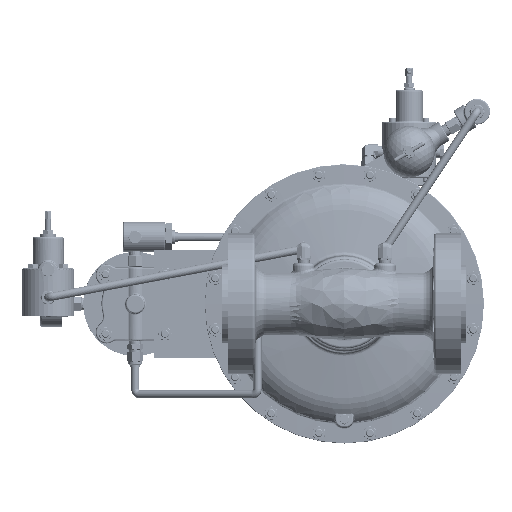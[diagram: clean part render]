
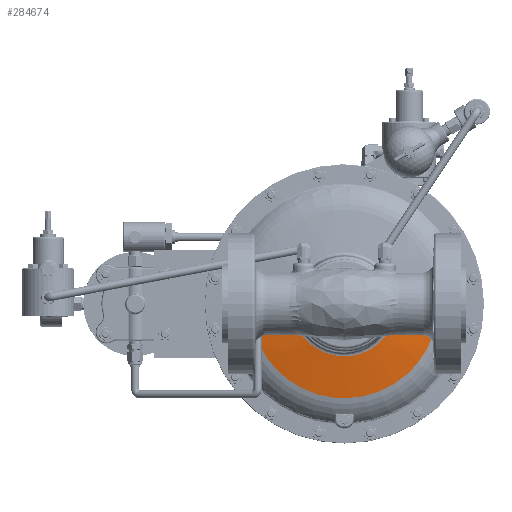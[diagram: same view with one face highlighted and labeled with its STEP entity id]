
A CAD part, front view. The second image highlights one B-rep face of the part: STEP entity #284674.
In plain terms, the highlighted spherical face has radius 584.2 mm.
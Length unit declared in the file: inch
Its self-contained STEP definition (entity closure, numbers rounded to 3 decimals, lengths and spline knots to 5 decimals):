
#7 = B_SPLINE_CURVE_WITH_KNOTS ( 'NONE', 3,
 ( #126898, #273621, #298250, #151463, #4961, #176150 ),
 .UNSPECIFIED., .F., .F.,
 ( 4, 2, 4 ),
 ( 0.00467, 0.007, 0.00934 ),
 .UNSPECIFIED. ) ;
#4961 = CARTESIAN_POINT ( 'NONE',  ( -3.4488, 8.15805, -0.15172 ) ) ;
#7971 = CARTESIAN_POINT ( 'NONE',  ( -4.3229, 8.31191, -0.45036 ) ) ;
#16797 = ORIENTED_EDGE ( 'NONE', *, *, #136815, .F. ) ;
#19187 = CARTESIAN_POINT ( 'NONE',  ( -3.45878, 8.1598, -0.18098 ) ) ;
#20269 = CARTESIAN_POINT ( 'NONE',  ( -3.78273, 8.21671, -0.52152 ) ) ;
#23750 = VERTEX_POINT ( 'NONE', #198750 ) ;
#25801 = VERTEX_POINT ( 'NONE', #44757 ) ;
#28874 = EDGE_CURVE ( 'NONE', #129693, #53476, #60372, .T. ) ;
#43788 = CARTESIAN_POINT ( 'NONE',  ( -3.50429, 8.16778, -0.28188 ) ) ;
#44757 = CARTESIAN_POINT ( 'NONE',  ( -3.42898, 8.15457, 0. ) ) ;
#44823 = CARTESIAN_POINT ( 'NONE',  ( -3.86599, 8.23135, -0.54851 ) ) ;
#47175 = DIRECTION ( 'NONE',  ( 0., 0., 1. ) ) ;
#51907 = FACE_OUTER_BOUND ( 'NONE', #185265, .T. ) ;
#53476 = VERTEX_POINT ( 'NONE', #7971 ) ;
#60372 = B_SPLINE_CURVE_WITH_KNOTS ( 'NONE', 3,
 ( #19187, #165785, #189334, #190371, #43788, #214988, #68325, #239648, #92988, #264281, #117569, #288907, #142123, #313577, #166875, #20269, #191416, #44823, #216038, #69397, #240687, #94050, #265334, #118630, #289964, #143179, #314636, #167911 ),
 .UNSPECIFIED., .F., .F.,
 ( 4, 2, 2, 2, 2, 2, 2, 2, 2, 2, 2, 2, 2, 4 ),
 ( 0.03624, 0.03792, 0.03961, 0.04297, 0.04381, 0.04465, 0.04634, 0.04802, 0.0497, 0.05307, 0.05643, 0.05812, 0.0598, 0.06316 ),
 .UNSPECIFIED. ) ;
#61607 = EDGE_CURVE ( 'NONE', #25801, #129693, #7, .T. ) ;
#68325 = CARTESIAN_POINT ( 'NONE',  ( -3.56762, 8.1789, -0.37194 ) ) ;
#69397 = CARTESIAN_POINT ( 'NONE',  ( -3.99686, 8.2544, -0.56217 ) ) ;
#75977 = CARTESIAN_POINT ( 'NONE',  ( 0., 8.31191, 0. ) ) ;
#92988 = CARTESIAN_POINT ( 'NONE',  ( -3.61557, 8.18732, -0.41789 ) ) ;
#94050 = CARTESIAN_POINT ( 'NONE',  ( -4.10486, 8.27343, -0.54887 ) ) ;
#100610 = DIRECTION ( 'NONE',  ( -1., 0., 0. ) ) ;
#106014 = AXIS2_PLACEMENT_3D ( 'NONE', #126289, #149805, #297631 ) ;
#108333 = ORIENTED_EDGE ( 'NONE', *, *, #171608, .T. ) ;
#117007 = SPHERICAL_SURFACE ( 'NONE', #106014, 23. ) ;
#117569 = CARTESIAN_POINT ( 'NONE',  ( -3.64091, 8.19178, -0.43924 ) ) ;
#118630 = CARTESIAN_POINT ( 'NONE',  ( -4.16858, 8.28467, -0.53148 ) ) ;
#120935 = CARTESIAN_POINT ( 'NONE',  ( 0., 8.02435, 0. ) ) ;
#124031 = CIRCLE ( 'NONE', #216650, 2.41202 ) ;
#126289 = CARTESIAN_POINT ( 'NONE',  ( 0., 30.89752, 0. ) ) ;
#126898 = CARTESIAN_POINT ( 'NONE',  ( -3.42898, 8.15457, 0. ) ) ;
#129043 = ORIENTED_EDGE ( 'NONE', *, *, #297549, .T. ) ;
#129693 = VERTEX_POINT ( 'NONE', #165815 ) ;
#136815 = EDGE_CURVE ( 'NONE', #25801, #170071, #241423, .T. ) ;
#138795 = CARTESIAN_POINT ( 'NONE',  ( 0., 30.89752, 0. ) ) ;
#140165 = AXIS2_PLACEMENT_3D ( 'NONE', #138795, #310196, #163456 ) ;
#142123 = CARTESIAN_POINT ( 'NONE',  ( -3.68526, 8.19957, -0.4714 ) ) ;
#142910 = EDGE_CURVE ( 'NONE', #23750, #267442, #248863, .T. ) ;
#143179 = CARTESIAN_POINT ( 'NONE',  ( -4.24932, 8.29892, -0.49841 ) ) ;
#145488 = DIRECTION ( 'NONE',  ( 1., 0., 0. ) ) ;
#149805 = DIRECTION ( 'NONE',  ( 0., 0., 1. ) ) ;
#151463 = CARTESIAN_POINT ( 'NONE',  ( -3.44132, 8.15673, -0.1216 ) ) ;
#163456 = DIRECTION ( 'NONE',  ( -1., 0., 0. ) ) ;
#165785 = CARTESIAN_POINT ( 'NONE',  ( -3.4659, 8.16105, -0.20185 ) ) ;
#165815 = CARTESIAN_POINT ( 'NONE',  ( -3.45878, 8.1598, -0.18098 ) ) ;
#166875 = CARTESIAN_POINT ( 'NONE',  ( -3.74238, 8.20961, -0.50368 ) ) ;
#167911 = CARTESIAN_POINT ( 'NONE',  ( -4.3229, 8.31191, -0.45036 ) ) ;
#169875 = ORIENTED_EDGE ( 'NONE', *, *, #61607, .T. ) ;
#170071 = VERTEX_POINT ( 'NONE', #228758 ) ;
#171608 = EDGE_CURVE ( 'NONE', #53476, #23750, #233099, .T. ) ;
#176150 = CARTESIAN_POINT ( 'NONE',  ( -3.45878, 8.1598, -0.18098 ) ) ;
#178376 = CARTESIAN_POINT ( 'NONE',  ( 2.41202, 8.02435, 0. ) ) ;
#179830 = ORIENTED_EDGE ( 'NONE', *, *, #142910, .T. ) ;
#185265 = EDGE_LOOP ( 'NONE', ( #16797, #169875, #211190, #108333, #179830, #129043 ) ) ;
#189334 = CARTESIAN_POINT ( 'NONE',  ( -3.47424, 8.16251, -0.22229 ) ) ;
#190371 = CARTESIAN_POINT ( 'NONE',  ( -3.4934, 8.16587, -0.26226 ) ) ;
#191416 = CARTESIAN_POINT ( 'NONE',  ( -3.80339, 8.22034, -0.52923 ) ) ;
#193773 = CARTESIAN_POINT ( 'NONE',  ( 0., 30.89752, 0. ) ) ;
#198750 = CARTESIAN_POINT ( 'NONE',  ( 4.34629, 8.31191, 0. ) ) ;
#211190 = ORIENTED_EDGE ( 'NONE', *, *, #28874, .T. ) ;
#214988 = CARTESIAN_POINT ( 'NONE',  ( -3.53987, 8.17403, -0.33789 ) ) ;
#216038 = CARTESIAN_POINT ( 'NONE',  ( -3.90884, 8.2389, -0.55644 ) ) ;
#216650 = AXIS2_PLACEMENT_3D ( 'NONE', #120935, #292281, #145488 ) ;
#218393 = DIRECTION ( 'NONE',  ( 1., 0., 0. ) ) ;
#223134 = AXIS2_PLACEMENT_3D ( 'NONE', #193773, #47175, #218393 ) ;
#228758 = CARTESIAN_POINT ( 'NONE',  ( -2.41202, 8.02435, 0. ) ) ;
#233099 = CIRCLE ( 'NONE', #270325, 4.34629 ) ;
#239648 = CARTESIAN_POINT ( 'NONE',  ( -3.60734, 8.18588, -0.41039 ) ) ;
#240687 = CARTESIAN_POINT ( 'NONE',  ( -4.0404, 8.26207, -0.55985 ) ) ;
#241423 = CIRCLE ( 'NONE', #223134, 23. ) ;
#247215 = DIRECTION ( 'NONE',  ( 0., -1., 0. ) ) ;
#248863 = CIRCLE ( 'NONE', #140165, 23. ) ;
#264281 = CARTESIAN_POINT ( 'NONE',  ( -3.63235, 8.19027, -0.43231 ) ) ;
#265334 = CARTESIAN_POINT ( 'NONE',  ( -4.12625, 8.27721, -0.54393 ) ) ;
#267442 = VERTEX_POINT ( 'NONE', #178376 ) ;
#270325 = AXIS2_PLACEMENT_3D ( 'NONE', #75977, #247215, #100610 ) ;
#273621 = CARTESIAN_POINT ( 'NONE',  ( -3.42898, 8.15457, -0.03071 ) ) ;
#284674 = ADVANCED_FACE ( 'NONE', ( #51907 ), #117007, .T. ) ;
#288907 = CARTESIAN_POINT ( 'NONE',  ( -3.66711, 8.19638, -0.45919 ) ) ;
#289964 = CARTESIAN_POINT ( 'NONE',  ( -4.18918, 8.28831, -0.52407 ) ) ;
#292281 = DIRECTION ( 'NONE',  ( 0., 1., 0. ) ) ;
#297549 = EDGE_CURVE ( 'NONE', #267442, #170071, #124031, .T. ) ;
#297631 = DIRECTION ( 'NONE',  ( 1., 0., 0. ) ) ;
#298250 = CARTESIAN_POINT ( 'NONE',  ( -3.43145, 8.155, -0.06117 ) ) ;
#310196 = DIRECTION ( 'NONE',  ( 0., 0., -1. ) ) ;
#313577 = CARTESIAN_POINT ( 'NONE',  ( -3.72289, 8.20618, -0.49364 ) ) ;
#314636 = CARTESIAN_POINT ( 'NONE',  ( -4.28725, 8.30562, -0.47677 ) ) ;
